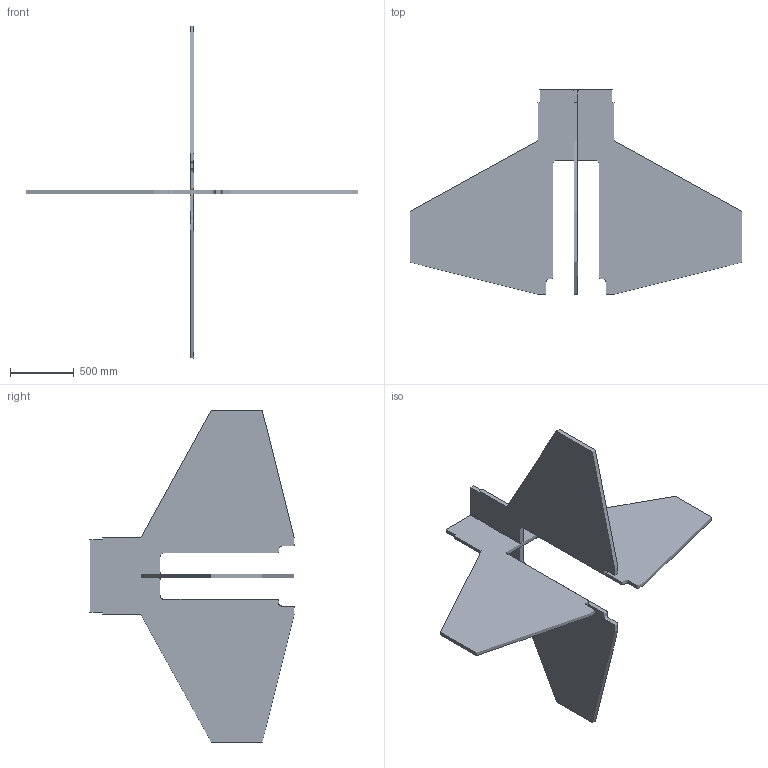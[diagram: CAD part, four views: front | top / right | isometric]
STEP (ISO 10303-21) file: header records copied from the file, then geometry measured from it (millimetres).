
FILE_DESCRIPTION(/* description */ ('','CAx-IF Rec.Pracs.---Representation and Presentation of Product Manufacturing Information (PMI)---4.0---2014-10-13'),/* implementation_level */ '2;1');
FILE_NAME(/* name */ '0e05edbc-eb73-4949-a243-009787a1593a.stp',/* time_stamp */ '2024-10-25T17:17:48Z',/* author */ (''),/* organization */ (''),/* preprocessor_version */ 'ST-DEVELOPER v20',/* originating_system */ 'Autodesk Translation Framework v13.20.0.188',/* authorisation */ '');
FILE_SCHEMA (('AP242_MANAGED_MODEL_BASED_3D_ENGINEERING_MIM_LF { 1 0 10303 442 1 1 4 }'));
Length unit declared in the file: millimetre
Products named in the file (2): ailerons Assemby; aileronsen T
Assembly tree (1 placements, depth 2):
  ailerons Assemby
    aileronsen T
Bounding box: 2600 x 1600 x 2600 mm (x, y, z)
Volume: 129199813.8 mm3; surface area: 9196843.9 mm2
Topology: 2 solids, 2 shells, 2 faces, 0 edges, 0 vertices
Faces by surface type: other 2
Entity records: 66 total; most frequent: DIRECTION 6, AXIS2_PLACEMENT_3D 3, CARTESIAN_POINT 3, UNCERTAINTY_MEASURE_WITH_UNIT 3, PRODUCT_DEFINITION_SHAPE 3, SHAPE_REPRESENTATION_RELATIONSHIP 2, TESSELLATED_SHAPE_REPRESENTATION 2, TESSELLATED_SOLID 2
